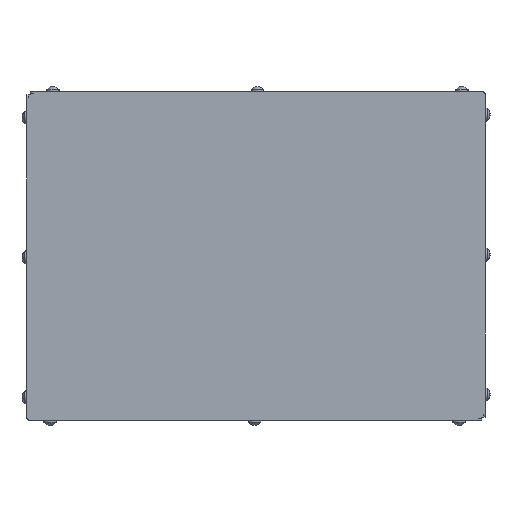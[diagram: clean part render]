
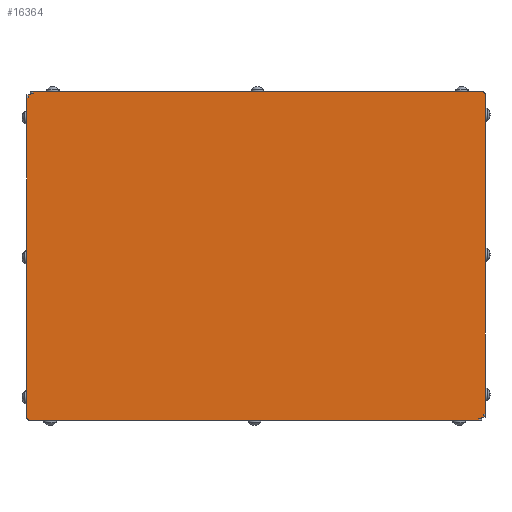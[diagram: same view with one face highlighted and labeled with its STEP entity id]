
A CAD part, left-side view. The second image highlights one B-rep face of the part: STEP entity #16364.
In plain terms, the highlighted planar face has unit normal (-1, 0, 0).
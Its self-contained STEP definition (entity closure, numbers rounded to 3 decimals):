
#63=CARTESIAN_POINT('Vertex',(-30.,313.,2.)) ;
#66=CARTESIAN_POINT('Line Origine',(-30.,156.9,2.)) ;
#70=CARTESIAN_POINT('Vertex',(-30.,0.8,2.)) ;
#464=CARTESIAN_POINT('Axis2P3D Location',(-30.,0.8,-0.8)) ;
#468=CARTESIAN_POINT('Vertex',(-30.,-2.,-0.8)) ;
#495=CARTESIAN_POINT('Line Origine',(-30.,313.,-111.5)) ;
#499=CARTESIAN_POINT('Vertex',(-30.,313.,0.8)) ;
#1564=CARTESIAN_POINT('Line Origine',(-30.,-2.,-111.9)) ;
#1568=CARTESIAN_POINT('Vertex',(-30.,-2.,-223.)) ;
#1705=CARTESIAN_POINT('Line Origine',(-30.,155.5,-223.)) ;
#1709=CARTESIAN_POINT('Vertex',(-30.,-0.8,-223.)) ;
#8006=CARTESIAN_POINT('Line Origine',(-30.,-0.8,-224.)) ;
#8010=CARTESIAN_POINT('Vertex',(-30.,-0.8,-225.)) ;
#8035=CARTESIAN_POINT('Vertex',(-30.,0.6,-226.3)) ;
#8038=CARTESIAN_POINT('Line Origine',(-30.,1.6,-226.3)) ;
#8042=CARTESIAN_POINT('Vertex',(-30.,2.6,-226.3)) ;
#8067=CARTESIAN_POINT('Vertex',(-30.,316.4,-2.5)) ;
#8070=CARTESIAN_POINT('Line Origine',(-30.,316.4,-1.5)) ;
#8074=CARTESIAN_POINT('Vertex',(-30.,316.4,-0.5)) ;
#8097=CARTESIAN_POINT('Vertex',(-30.,315.,0.8)) ;
#8100=CARTESIAN_POINT('Line Origine',(-30.,314.,0.8)) ;
#8277=CARTESIAN_POINT('Vertex',(-30.,2.6,-227.5)) ;
#8280=CARTESIAN_POINT('Line Origine',(-30.,158.7,-227.5)) ;
#8284=CARTESIAN_POINT('Vertex',(-30.,314.8,-227.5)) ;
#8678=CARTESIAN_POINT('Axis2P3D Location',(-30.,314.8,-224.7)) ;
#8682=CARTESIAN_POINT('Vertex',(-30.,317.6,-224.7)) ;
#8709=CARTESIAN_POINT('Line Origine',(-30.,2.6,-114.)) ;
#9760=CARTESIAN_POINT('Line Origine',(-30.,317.6,-113.6)) ;
#9764=CARTESIAN_POINT('Vertex',(-30.,317.6,-2.5)) ;
#9899=CARTESIAN_POINT('Line Origine',(-30.,160.1,-2.5)) ;
#16228=CARTESIAN_POINT('Line Origine',(-30.,315.7,-0.5)) ;
#16232=CARTESIAN_POINT('Vertex',(-30.,315.,-0.5)) ;
#16310=CARTESIAN_POINT('Vertex',(-30.,0.6,-225.)) ;
#16313=CARTESIAN_POINT('Line Origine',(-30.,0.6,-225.65)) ;
#16329=CARTESIAN_POINT('Axis2P3D Location',(-30.,0.,0.)) ;
#16334=CARTESIAN_POINT('Line Origine',(-30.,-0.1,-225.)) ;
#16339=CARTESIAN_POINT('Line Origine',(-30.,315.,0.15)) ;
#68=VECTOR('Line Direction',#67,1.) ;
#497=VECTOR('Line Direction',#496,1.) ;
#1566=VECTOR('Line Direction',#1565,1.) ;
#1707=VECTOR('Line Direction',#1706,1.) ;
#8008=VECTOR('Line Direction',#8007,1.) ;
#8040=VECTOR('Line Direction',#8039,1.) ;
#8072=VECTOR('Line Direction',#8071,1.) ;
#8102=VECTOR('Line Direction',#8101,1.) ;
#8282=VECTOR('Line Direction',#8281,1.) ;
#8711=VECTOR('Line Direction',#8710,1.) ;
#9762=VECTOR('Line Direction',#9761,1.) ;
#9901=VECTOR('Line Direction',#9900,1.) ;
#16230=VECTOR('Line Direction',#16229,1.) ;
#16315=VECTOR('Line Direction',#16314,1.) ;
#16336=VECTOR('Line Direction',#16335,1.) ;
#16341=VECTOR('Line Direction',#16340,1.) ;
#67=DIRECTION('Vector Direction',(0.,1.,0.)) ;
#465=DIRECTION('Axis2P3D Direction',(1.,0.,0.)) ;
#496=DIRECTION('Vector Direction',(0.,0.,-1.)) ;
#1565=DIRECTION('Vector Direction',(0.,0.,1.)) ;
#1706=DIRECTION('Vector Direction',(0.,1.,0.)) ;
#8007=DIRECTION('Vector Direction',(0.,0.,-1.)) ;
#8039=DIRECTION('Vector Direction',(0.,-1.,0.)) ;
#8071=DIRECTION('Vector Direction',(0.,0.,1.)) ;
#8101=DIRECTION('Vector Direction',(0.,1.,0.)) ;
#8281=DIRECTION('Vector Direction',(0.,-1.,0.)) ;
#8679=DIRECTION('Axis2P3D Direction',(1.,0.,0.)) ;
#8710=DIRECTION('Vector Direction',(0.,0.,1.)) ;
#9761=DIRECTION('Vector Direction',(0.,0.,-1.)) ;
#9900=DIRECTION('Vector Direction',(0.,-1.,0.)) ;
#16229=DIRECTION('Vector Direction',(0.,-1.,0.)) ;
#16314=DIRECTION('Vector Direction',(0.,0.,1.)) ;
#16330=DIRECTION('Axis2P3D Direction',(1.,0.,0.)) ;
#16331=DIRECTION('Axis2P3D XDirection',(0.,1.,0.)) ;
#16335=DIRECTION('Vector Direction',(0.,1.,0.)) ;
#16340=DIRECTION('Vector Direction',(0.,0.,-1.)) ;
#466=AXIS2_PLACEMENT_3D('Circle Axis2P3D',#464,#465,$) ;
#8680=AXIS2_PLACEMENT_3D('Circle Axis2P3D',#8678,#8679,$) ;
#16332=AXIS2_PLACEMENT_3D('Plane Axis2P3D',#16329,#16330,#16331) ;
#69=LINE('Line',#66,#68) ;
#498=LINE('Line',#495,#497) ;
#1567=LINE('Line',#1564,#1566) ;
#1708=LINE('Line',#1705,#1707) ;
#8009=LINE('Line',#8006,#8008) ;
#8041=LINE('Line',#8038,#8040) ;
#8073=LINE('Line',#8070,#8072) ;
#8103=LINE('Line',#8100,#8102) ;
#8283=LINE('Line',#8280,#8282) ;
#8712=LINE('Line',#8709,#8711) ;
#9763=LINE('Line',#9760,#9762) ;
#9902=LINE('Line',#9899,#9901) ;
#16231=LINE('Line',#16228,#16230) ;
#16316=LINE('Line',#16313,#16315) ;
#16337=LINE('Line',#16334,#16336) ;
#16342=LINE('Line',#16339,#16341) ;
#467=CIRCLE('generated circle',#466,2.8) ;
#8681=CIRCLE('generated circle',#8680,2.8) ;
#16333=PLANE('',#16332) ;
#72=EDGE_CURVE('',#64,#71,#69,.F.) ;
#470=EDGE_CURVE('',#71,#469,#467,.T.) ;
#501=EDGE_CURVE('',#500,#64,#498,.F.) ;
#1570=EDGE_CURVE('',#469,#1569,#1567,.F.) ;
#1711=EDGE_CURVE('',#1569,#1710,#1708,.T.) ;
#8012=EDGE_CURVE('',#1710,#8011,#8009,.T.) ;
#8044=EDGE_CURVE('',#8043,#8036,#8041,.T.) ;
#8076=EDGE_CURVE('',#8068,#8075,#8073,.T.) ;
#8104=EDGE_CURVE('',#500,#8098,#8103,.T.) ;
#8286=EDGE_CURVE('',#8278,#8285,#8283,.F.) ;
#8684=EDGE_CURVE('',#8285,#8683,#8681,.T.) ;
#8713=EDGE_CURVE('',#8043,#8278,#8712,.F.) ;
#9766=EDGE_CURVE('',#8683,#9765,#9763,.F.) ;
#9903=EDGE_CURVE('',#9765,#8068,#9902,.T.) ;
#16234=EDGE_CURVE('',#8075,#16233,#16231,.T.) ;
#16317=EDGE_CURVE('',#8036,#16311,#16316,.T.) ;
#16338=EDGE_CURVE('',#8011,#16311,#16337,.T.) ;
#16343=EDGE_CURVE('',#8098,#16233,#16342,.T.) ;
#16345=ORIENTED_EDGE('',*,*,#8044,.T.) ;
#16346=ORIENTED_EDGE('',*,*,#16317,.T.) ;
#16347=ORIENTED_EDGE('',*,*,#16338,.F.) ;
#16348=ORIENTED_EDGE('',*,*,#8012,.F.) ;
#16349=ORIENTED_EDGE('',*,*,#1711,.F.) ;
#16350=ORIENTED_EDGE('',*,*,#1570,.F.) ;
#16351=ORIENTED_EDGE('',*,*,#470,.F.) ;
#16352=ORIENTED_EDGE('',*,*,#72,.F.) ;
#16353=ORIENTED_EDGE('',*,*,#501,.F.) ;
#16354=ORIENTED_EDGE('',*,*,#8104,.T.) ;
#16355=ORIENTED_EDGE('',*,*,#16343,.T.) ;
#16356=ORIENTED_EDGE('',*,*,#16234,.F.) ;
#16357=ORIENTED_EDGE('',*,*,#8076,.F.) ;
#16358=ORIENTED_EDGE('',*,*,#9903,.F.) ;
#16359=ORIENTED_EDGE('',*,*,#9766,.F.) ;
#16360=ORIENTED_EDGE('',*,*,#8684,.F.) ;
#16361=ORIENTED_EDGE('',*,*,#8286,.F.) ;
#16362=ORIENTED_EDGE('',*,*,#8713,.F.) ;
#16344=EDGE_LOOP('',(#16345,#16346,#16347,#16348,#16349,#16350,#16351,#16352,#16353,#16354,#16355,#16356,#16357,#16358,#16359,#16360,#16361,#16362)) ;
#64=VERTEX_POINT('',#63) ;
#71=VERTEX_POINT('',#70) ;
#469=VERTEX_POINT('',#468) ;
#500=VERTEX_POINT('',#499) ;
#1569=VERTEX_POINT('',#1568) ;
#1710=VERTEX_POINT('',#1709) ;
#8011=VERTEX_POINT('',#8010) ;
#8036=VERTEX_POINT('',#8035) ;
#8043=VERTEX_POINT('',#8042) ;
#8068=VERTEX_POINT('',#8067) ;
#8075=VERTEX_POINT('',#8074) ;
#8098=VERTEX_POINT('',#8097) ;
#8278=VERTEX_POINT('',#8277) ;
#8285=VERTEX_POINT('',#8284) ;
#8683=VERTEX_POINT('',#8682) ;
#9765=VERTEX_POINT('',#9764) ;
#16233=VERTEX_POINT('',#16232) ;
#16311=VERTEX_POINT('',#16310) ;
#16364=ADVANCED_FACE('PartBody',(#16363),#16333,.F.) ;
#16363=FACE_OUTER_BOUND('',#16344,.T.) ;
